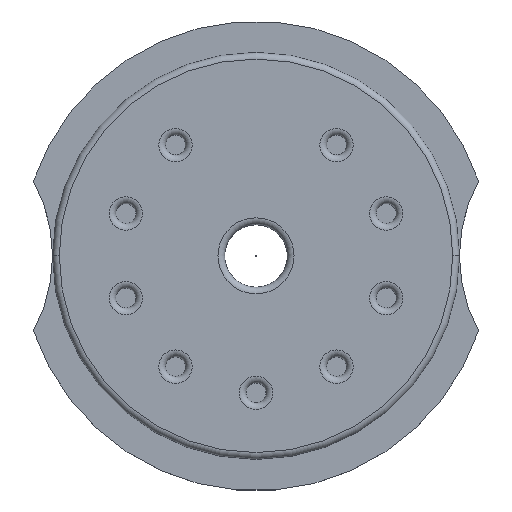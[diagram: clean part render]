
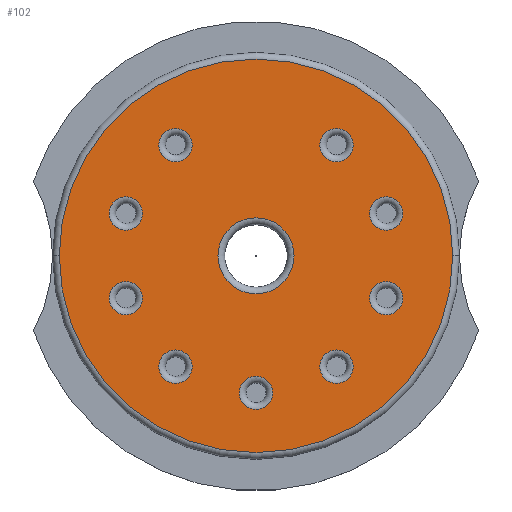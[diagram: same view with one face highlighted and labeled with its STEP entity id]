
A CAD part, top view. The second image highlights one B-rep face of the part: STEP entity #102.
In plain terms, the highlighted planar face has unit normal (0, 0, 1).
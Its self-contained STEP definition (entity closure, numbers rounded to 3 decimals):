
#55 = VERTEX_POINT('',#56);
#56 = CARTESIAN_POINT('',(10.217,-10.719,15.53));
#65 = EDGE_CURVE('',#55,#55,#66,.T.);
#66 = CIRCLE('',#67,2.429);
#67 = AXIS2_PLACEMENT_3D('',#68,#69,#70);
#68 = CARTESIAN_POINT('',(7.788,-10.719,15.53));
#69 = DIRECTION('',(0.,0.,-1.));
#70 = DIRECTION('',(1.,0.,0.));
#102 = ADVANCED_FACE('',(#103,#114,#125,#145,#156,#159,#170,#181,#192,
#203,#214),#225,.T.);
#103 = FACE_BOUND('',#104,.T.);
#104 = EDGE_LOOP('',(#105));
#105 = ORIENTED_EDGE('',*,*,#106,.T.);
#106 = EDGE_CURVE('',#107,#107,#109,.T.);
#107 = VERTEX_POINT('',#108);
#108 = CARTESIAN_POINT('',(17.173,-8.016,15.53));
#109 = CIRCLE('',#110,1.064);
#110 = AXIS2_PLACEMENT_3D('',#111,#112,#113);
#111 = CARTESIAN_POINT('',(16.11,-8.016,15.53));
#112 = DIRECTION('',(0.,0.,-1.));
#113 = DIRECTION('',(1.,0.,0.));
#114 = FACE_BOUND('',#115,.T.);
#115 = EDGE_LOOP('',(#116));
#116 = ORIENTED_EDGE('',*,*,#117,.T.);
#117 = EDGE_CURVE('',#118,#118,#120,.T.);
#118 = VERTEX_POINT('',#119);
#119 = CARTESIAN_POINT('',(13.995,-17.798,15.53));
#120 = CIRCLE('',#121,1.064);
#121 = AXIS2_PLACEMENT_3D('',#122,#123,#124);
#122 = CARTESIAN_POINT('',(12.931,-17.798,15.53));
#123 = DIRECTION('',(0.,0.,-1.));
#124 = DIRECTION('',(1.,0.,0.));
#125 = FACE_BOUND('',#126,.T.);
#126 = EDGE_LOOP('',(#127,#138));
#127 = ORIENTED_EDGE('',*,*,#128,.F.);
#128 = EDGE_CURVE('',#129,#131,#133,.T.);
#129 = VERTEX_POINT('',#130);
#130 = CARTESIAN_POINT('',(20.36,-10.719,15.53));
#131 = VERTEX_POINT('',#132);
#132 = CARTESIAN_POINT('',(-4.783,-10.719,15.53));
#133 = CIRCLE('',#134,12.571);
#134 = AXIS2_PLACEMENT_3D('',#135,#136,#137);
#135 = CARTESIAN_POINT('',(7.788,-10.719,15.53));
#136 = DIRECTION('',(0.,0.,-1.));
#137 = DIRECTION('',(1.,0.,0.));
#138 = ORIENTED_EDGE('',*,*,#139,.F.);
#139 = EDGE_CURVE('',#131,#129,#140,.T.);
#140 = CIRCLE('',#141,12.571);
#141 = AXIS2_PLACEMENT_3D('',#142,#143,#144);
#142 = CARTESIAN_POINT('',(7.788,-10.719,15.53));
#143 = DIRECTION('',(0.,0.,-1.));
#144 = DIRECTION('',(-1.,0.,0.));
#145 = FACE_BOUND('',#146,.T.);
#146 = EDGE_LOOP('',(#147));
#147 = ORIENTED_EDGE('',*,*,#148,.T.);
#148 = EDGE_CURVE('',#149,#149,#151,.T.);
#149 = VERTEX_POINT('',#150);
#150 = CARTESIAN_POINT('',(17.173,-13.423,15.53));
#151 = CIRCLE('',#152,1.064);
#152 = AXIS2_PLACEMENT_3D('',#153,#154,#155);
#153 = CARTESIAN_POINT('',(16.11,-13.423,15.53));
#154 = DIRECTION('',(0.,0.,-1.));
#155 = DIRECTION('',(1.,0.,0.));
#156 = FACE_BOUND('',#157,.T.);
#157 = EDGE_LOOP('',(#158));
#158 = ORIENTED_EDGE('',*,*,#65,.T.);
#159 = FACE_BOUND('',#160,.T.);
#160 = EDGE_LOOP('',(#161));
#161 = ORIENTED_EDGE('',*,*,#162,.T.);
#162 = EDGE_CURVE('',#163,#163,#165,.T.);
#163 = VERTEX_POINT('',#164);
#164 = CARTESIAN_POINT('',(0.53,-8.016,15.53));
#165 = CIRCLE('',#166,1.064);
#166 = AXIS2_PLACEMENT_3D('',#167,#168,#169);
#167 = CARTESIAN_POINT('',(-0.534,-8.016,15.53));
#168 = DIRECTION('',(0.,0.,-1.));
#169 = DIRECTION('',(1.,0.,0.));
#170 = FACE_BOUND('',#171,.T.);
#171 = EDGE_LOOP('',(#172));
#172 = ORIENTED_EDGE('',*,*,#173,.T.);
#173 = EDGE_CURVE('',#174,#174,#176,.T.);
#174 = VERTEX_POINT('',#175);
#175 = CARTESIAN_POINT('',(0.53,-13.423,15.53));
#176 = CIRCLE('',#177,1.064);
#177 = AXIS2_PLACEMENT_3D('',#178,#179,#180);
#178 = CARTESIAN_POINT('',(-0.534,-13.423,15.53));
#179 = DIRECTION('',(0.,0.,-1.));
#180 = DIRECTION('',(1.,0.,0.));
#181 = FACE_BOUND('',#182,.T.);
#182 = EDGE_LOOP('',(#183));
#183 = ORIENTED_EDGE('',*,*,#184,.T.);
#184 = EDGE_CURVE('',#185,#185,#187,.T.);
#185 = VERTEX_POINT('',#186);
#186 = CARTESIAN_POINT('',(8.852,-19.469,15.53));
#187 = CIRCLE('',#188,1.064);
#188 = AXIS2_PLACEMENT_3D('',#189,#190,#191);
#189 = CARTESIAN_POINT('',(7.788,-19.469,15.53));
#190 = DIRECTION('',(0.,0.,-1.));
#191 = DIRECTION('',(1.,0.,0.));
#192 = FACE_BOUND('',#193,.T.);
#193 = EDGE_LOOP('',(#194));
#194 = ORIENTED_EDGE('',*,*,#195,.T.);
#195 = EDGE_CURVE('',#196,#196,#198,.T.);
#196 = VERTEX_POINT('',#197);
#197 = CARTESIAN_POINT('',(3.709,-17.798,15.53));
#198 = CIRCLE('',#199,1.064);
#199 = AXIS2_PLACEMENT_3D('',#200,#201,#202);
#200 = CARTESIAN_POINT('',(2.645,-17.798,15.53));
#201 = DIRECTION('',(0.,0.,-1.));
#202 = DIRECTION('',(1.,0.,0.));
#203 = FACE_BOUND('',#204,.T.);
#204 = EDGE_LOOP('',(#205));
#205 = ORIENTED_EDGE('',*,*,#206,.T.);
#206 = EDGE_CURVE('',#207,#207,#209,.T.);
#207 = VERTEX_POINT('',#208);
#208 = CARTESIAN_POINT('',(3.709,-3.641,15.53));
#209 = CIRCLE('',#210,1.064);
#210 = AXIS2_PLACEMENT_3D('',#211,#212,#213);
#211 = CARTESIAN_POINT('',(2.645,-3.641,15.53));
#212 = DIRECTION('',(0.,0.,-1.));
#213 = DIRECTION('',(1.,0.,0.));
#214 = FACE_BOUND('',#215,.T.);
#215 = EDGE_LOOP('',(#216));
#216 = ORIENTED_EDGE('',*,*,#217,.T.);
#217 = EDGE_CURVE('',#218,#218,#220,.T.);
#218 = VERTEX_POINT('',#219);
#219 = CARTESIAN_POINT('',(13.995,-3.641,15.53));
#220 = CIRCLE('',#221,1.064);
#221 = AXIS2_PLACEMENT_3D('',#222,#223,#224);
#222 = CARTESIAN_POINT('',(12.931,-3.641,15.53));
#223 = DIRECTION('',(0.,0.,-1.));
#224 = DIRECTION('',(1.,0.,0.));
#225 = PLANE('',#226);
#226 = AXIS2_PLACEMENT_3D('',#227,#228,#229);
#227 = CARTESIAN_POINT('',(7.788,-10.719,15.53));
#228 = DIRECTION('',(0.,0.,1.));
#229 = DIRECTION('',(1.,0.,0.));
